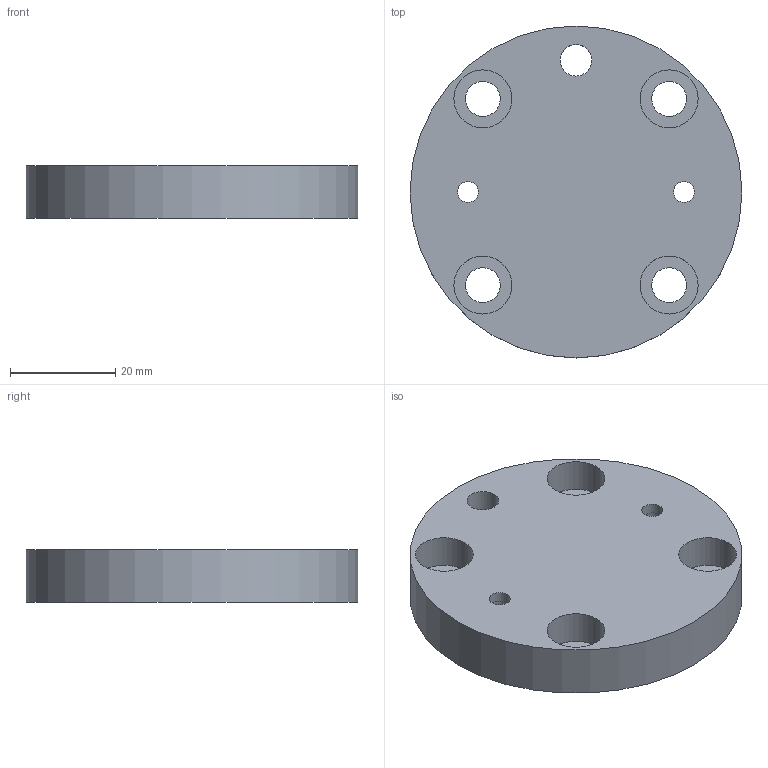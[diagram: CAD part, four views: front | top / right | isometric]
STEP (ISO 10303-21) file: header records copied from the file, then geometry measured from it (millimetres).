
FILE_DESCRIPTION(/* description */ ('Unknown'),/* implementation_level */ '2;1');
FILE_NAME(/* name */ 'Flange_UR3e_Gripper',/* time_stamp */ '2023-03-20T17:12:22+01:00',/* author */ ('Unknown'),/* organization */ ('Unknown'),/* preprocessor_version */ 'ST-DEVELOPER v18.1',/* originating_system */ 'Solid Edge',/* authorisation */ 'Unknown');
FILE_SCHEMA (('AUTOMOTIVE_DESIGN {1 0 10303 214 3 1 1}'));
Length unit declared in the file: millimetre
Products named in the file (1): Flange_UR3e_Gripper
Bounding box: 63 x 63 x 10 mm (x, y, z)
Volume: 27712.9 mm3; surface area: 9456.3 mm2
Topology: 1 solids, 1 shells, 20 faces, 47 edges, 33 vertices
Faces by surface type: cylinder 14, plane 6
Full cylindrical faces by diameter (mm): 4 x4, 6 x1, 6.6 x4, 11 x4, 63 x1
Entity records: 656 total; most frequent: DIRECTION 94, CARTESIAN_POINT 73, ORIENTED_EDGE 52, EDGE_LOOP 52, FACE_BOUND 52, AXIS2_PLACEMENT_3D 47, EDGE_CURVE 26, VERTEX_POINT 26
